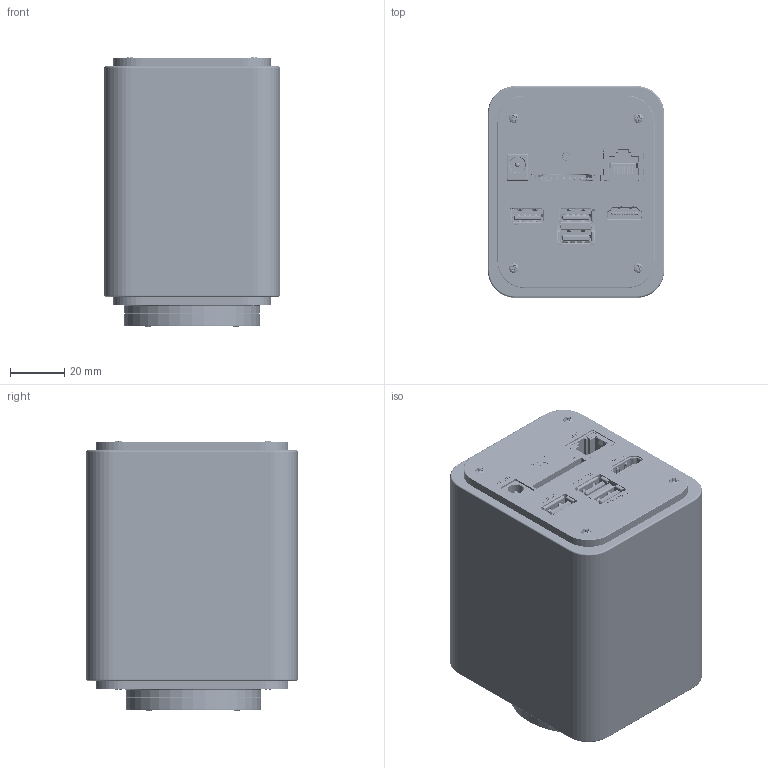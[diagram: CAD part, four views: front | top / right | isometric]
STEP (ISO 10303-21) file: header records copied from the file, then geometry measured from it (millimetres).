
FILE_DESCRIPTION (( 'STEP AP203' ), '1' );
FILE_NAME ('680165.STEP', '2025-09-03T07:32:05', ( '' ), ( '' ), 'SwSTEP 2.0', 'SolidWorks 2020', '' );
FILE_SCHEMA (( 'CONFIG_CONTROL_DESIGN' ));
Products named in the file (1): 680165
Bounding box: 65 x 78 x 99.6 mm (x, y, z)
Surface area: 130576.1 mm2 (no closed solid volume)
Topology: 0 solids, 81 shells, 11738 faces, 30666 edges, 19353 vertices
Faces by surface type: plane 7686, cylinder 2027, bspline 1849, cone 141, torus 35
Entity records: 401161 total; most frequent: CARTESIAN_POINT 129386, ORIENTED_EDGE 60566, DIRECTION 49008, EDGE_CURVE 30305, LINE 21772, VECTOR 21772, VERTEX_POINT 19361, AXIS2_PLACEMENT_3D 13618
